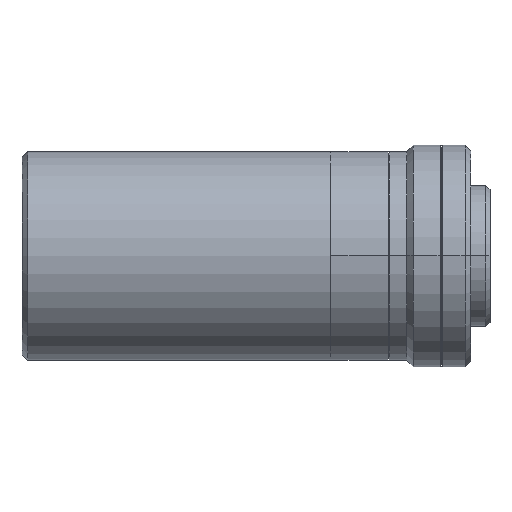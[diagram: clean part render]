
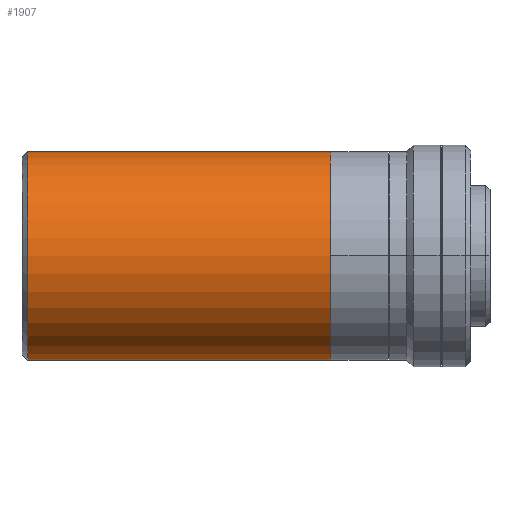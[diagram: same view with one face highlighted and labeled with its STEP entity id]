
A CAD part, top view. The second image highlights one B-rep face of the part: STEP entity #1907.
In plain terms, the highlighted cylindrical face has radius 18.85 mm (diameter 37.7 mm), a partial arc.
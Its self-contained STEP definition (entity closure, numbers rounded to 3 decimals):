
#11 = LINE ( 'NONE', #2333, #1131 ) ;
#27 = DIRECTION ( 'NONE',  ( 1., 0., 0. ) ) ;
#28 = DIRECTION ( 'NONE',  ( 0., -1., 0. ) ) ;
#53 = ORIENTED_EDGE ( 'NONE', *, *, #983, .T. ) ;
#95 = LINE ( 'NONE', #2815, #2205 ) ;
#216 = CARTESIAN_POINT ( 'NONE',  ( -55.16, 0., 0. ) ) ;
#245 = AXIS2_PLACEMENT_3D ( 'NONE', #544, #1926, #28 ) ;
#490 = EDGE_CURVE ( 'NONE', #1055, #622, #1647, .T. ) ;
#544 = CARTESIAN_POINT ( 'NONE',  ( 0., 0., 0. ) ) ;
#561 = DIRECTION ( 'NONE',  ( 1., 0., 0. ) ) ;
#586 = ORIENTED_EDGE ( 'NONE', *, *, #490, .F. ) ;
#622 = VERTEX_POINT ( 'NONE', #2724 ) ;
#734 = EDGE_CURVE ( 'NONE', #1210, #1055, #11, .T. ) ;
#792 = DIRECTION ( 'NONE',  ( 1., 0., 0. ) ) ;
#836 = CARTESIAN_POINT ( 'NONE',  ( -0.5, 18.85, 0. ) ) ;
#983 = EDGE_CURVE ( 'NONE', #1210, #2443, #2207, .T. ) ;
#1055 = VERTEX_POINT ( 'NONE', #836 ) ;
#1116 = AXIS2_PLACEMENT_3D ( 'NONE', #216, #1532, #2888 ) ;
#1131 = VECTOR ( 'NONE', #561, 1000. ) ;
#1134 = FACE_OUTER_BOUND ( 'NONE', #1339, .T. ) ;
#1176 = AXIS2_PLACEMENT_3D ( 'NONE', #1354, #27, #2464 ) ;
#1210 = VERTEX_POINT ( 'NONE', #2516 ) ;
#1305 = ORIENTED_EDGE ( 'NONE', *, *, #1359, .T. ) ;
#1339 = EDGE_LOOP ( 'NONE', ( #2130, #53, #1305, #586 ) ) ;
#1354 = CARTESIAN_POINT ( 'NONE',  ( -0.5, 0., 0. ) ) ;
#1359 = EDGE_CURVE ( 'NONE', #2443, #622, #95, .T. ) ;
#1405 = CYLINDRICAL_SURFACE ( 'NONE', #245, 18.85 ) ;
#1532 = DIRECTION ( 'NONE',  ( 1., 0., 0. ) ) ;
#1647 = CIRCLE ( 'NONE', #1176, 18.85 ) ;
#1662 = CARTESIAN_POINT ( 'NONE',  ( -55.16, -18.85, 0. ) ) ;
#1907 = ADVANCED_FACE ( 'NONE', ( #1134 ), #1405, .T. ) ;
#1926 = DIRECTION ( 'NONE',  ( 1., 0., 0. ) ) ;
#2130 = ORIENTED_EDGE ( 'NONE', *, *, #734, .F. ) ;
#2205 = VECTOR ( 'NONE', #792, 1000. ) ;
#2207 = CIRCLE ( 'NONE', #1116, 18.85 ) ;
#2333 = CARTESIAN_POINT ( 'NONE',  ( 0., 18.85, 0. ) ) ;
#2443 = VERTEX_POINT ( 'NONE', #1662 ) ;
#2464 = DIRECTION ( 'NONE',  ( 0., -1., 0. ) ) ;
#2516 = CARTESIAN_POINT ( 'NONE',  ( -55.16, 18.85, 0. ) ) ;
#2724 = CARTESIAN_POINT ( 'NONE',  ( -0.5, -18.85, 0. ) ) ;
#2815 = CARTESIAN_POINT ( 'NONE',  ( 0., -18.85, 0. ) ) ;
#2888 = DIRECTION ( 'NONE',  ( 0., -1., 0. ) ) ;
